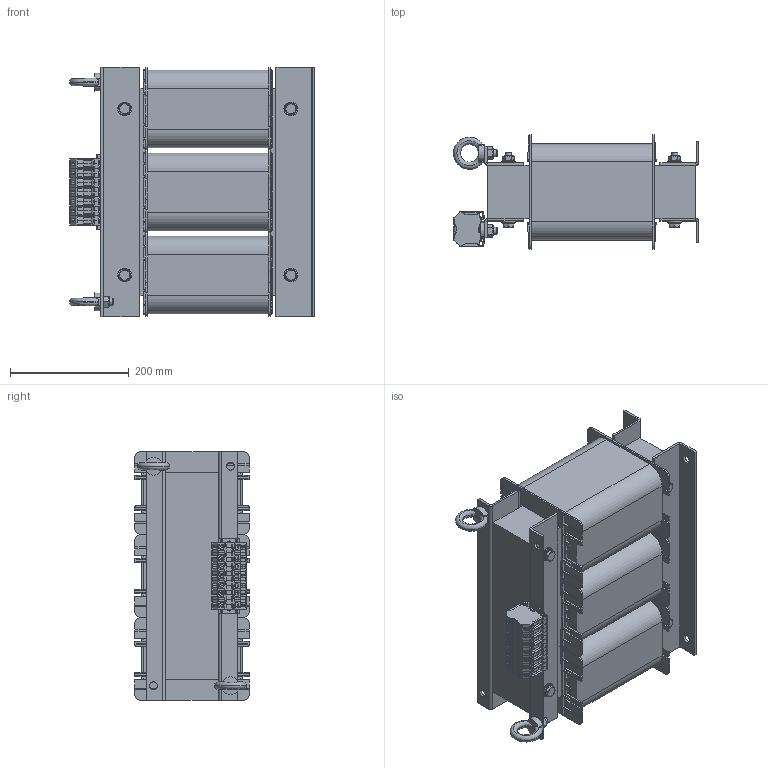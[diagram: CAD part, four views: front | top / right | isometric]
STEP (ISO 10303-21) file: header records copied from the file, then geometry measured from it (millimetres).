
FILE_DESCRIPTION(/* description */ (''),/* implementation_level */ '2;1');
FILE_NAME(/* name */ 'XMN02350960.stp',/* time_stamp */ '2023-03-09T14:15:02+01:00',/* author */ ('velazquez'),/* organization */ (''),/* preprocessor_version */ 'ST-DEVELOPER v19.2',/* originating_system */ 'Autodesk Inventor 2023',/* authorisation */ '');
FILE_SCHEMA (('AUTOMOTIVE_DESIGN { 1 0 10303 214 3 1 1 }'));
Products named in the file (15): XMN0235062; 3UI210 350 x 350 - 90; UI 210_90_BOBINADO; RC70 NT071 SUPERIOR; RC70 NT070 INFERIOR; centrador M10; DIN 125 - A 10,5; DIN 933 - M10  x 120; DIN 934 - M10; DIN 580 - M12; DIN 934 - M12; FICHA 35 6 GRIS 1 AZUL; carril 5 agujeros; FICHA 35; FICHA 35 azul
Assembly tree (45 placements, depth 3):
  XMN0235062
    3UI210 350 x 350 - 90
    UI 210_90_BOBINADO  x3
    RC70 NT071 SUPERIOR  x2
    RC70 NT070 INFERIOR  x2
    centrador M10  x8
    DIN 125 - A 10,5  x8
    DIN 933 - M10  x 120  x4
    DIN 934 - M10  x4
    DIN 580 - M12  x2
    DIN 934 - M12  x2
    FICHA 35 6 GRIS 1 AZUL
      carril 5 agujeros
      FICHA 35  x6
      FICHA 35 azul
Bounding box: 413 x 193 x 420 mm (x, y, z)
Volume: 17548903.8 mm3; surface area: 2119917.5 mm2
Topology: 44 solids, 131 shells, 6660 faces, 17280 edges, 10609 vertices
Faces by surface type: plane 3846, cylinder 1906, bspline 288, torus 268, sphere 266, cone 86
Full cylindrical faces by diameter (mm): 2 x28, 6.5 x14, 8.376 x4, 9.188 x4, 10 x12, 10.106 x2, 10.5 x8, 10.8 x2, 11.5 x8, 12 x2, 13 x8, 14 x4, 15 x10, 15.4 x4, 20 x8, 23 x8
Entity records: 74552 total; most frequent: CARTESIAN_POINT 23071, DIRECTION 10343, ORIENTED_EDGE 10314, EDGE_CURVE 5157, LINE 3523, VECTOR 3523, AXIS2_PLACEMENT_3D 3410, VERTEX_POINT 3224
